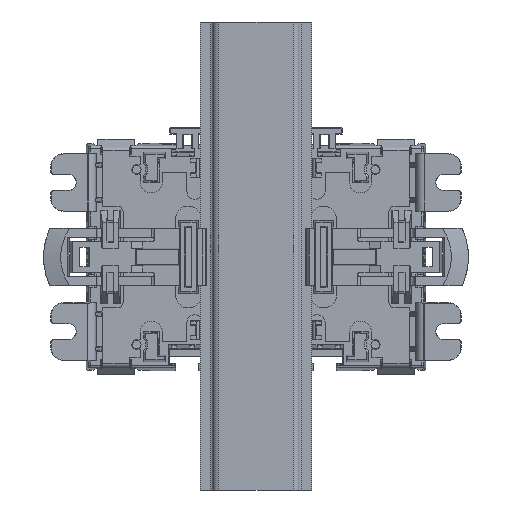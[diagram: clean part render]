
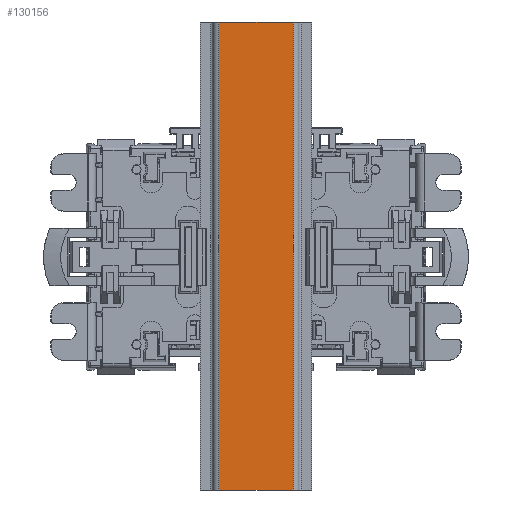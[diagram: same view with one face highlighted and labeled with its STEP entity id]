
A CAD part, left-side view. The second image highlights one B-rep face of the part: STEP entity #130156.
In plain terms, the highlighted face is planar.
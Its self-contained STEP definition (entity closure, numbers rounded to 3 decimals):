
#129427=DIRECTION('',(0.,0.,1.));
#129428=VECTOR('',#129427,23.4);
#129429=CARTESIAN_POINT('',(65.,-7.5,-11.7));
#129430=LINE('',#129429,#129428);
#129613=DIRECTION('',(-1.,0.,0.));
#129614=VECTOR('',#129613,147.);
#129615=CARTESIAN_POINT('',(65.,-7.5,11.7));
#129616=LINE('',#129615,#129614);
#129621=DIRECTION('',(0.,0.,1.));
#129622=VECTOR('',#129621,23.4);
#129623=CARTESIAN_POINT('',(-82.,-7.5,-11.7));
#129624=LINE('',#129623,#129622);
#129629=DIRECTION('',(1.,0.,0.));
#129630=VECTOR('',#129629,147.);
#129631=CARTESIAN_POINT('',(-82.,-7.5,-11.7));
#129632=LINE('',#129631,#129630);
#129669=CARTESIAN_POINT('',(65.,-7.5,-11.7));
#129670=VERTEX_POINT('',#129669);
#129671=CARTESIAN_POINT('',(65.,-7.5,11.7));
#129672=VERTEX_POINT('',#129671);
#129723=CARTESIAN_POINT('',(-82.,-7.5,11.7));
#129724=VERTEX_POINT('',#129723);
#129725=CARTESIAN_POINT('',(-82.,-7.5,-11.7));
#129726=VERTEX_POINT('',#129725);
#130144=CARTESIAN_POINT('',(-145.,-7.5,11.7));
#130145=DIRECTION('',(0.,-1.,0.));
#130146=DIRECTION('',(0.,0.,-1.));
#130147=AXIS2_PLACEMENT_3D('',#130144,#130145,#130146);
#130148=PLANE('',#130147);
#130149=ORIENTED_EDGE('',*,*,#129772,.F.);
#130151=ORIENTED_EDGE('',*,*,#130150,.F.);
#130152=ORIENTED_EDGE('',*,*,#129863,.T.);
#130153=ORIENTED_EDGE('',*,*,#130130,.F.);
#130154=EDGE_LOOP('',(#130149,#130151,#130152,#130153));
#130155=FACE_OUTER_BOUND('',#130154,.F.);
#129772=EDGE_CURVE('',#129670,#129672,#129430,.T.);
#129863=EDGE_CURVE('',#129726,#129724,#129624,.T.);
#130130=EDGE_CURVE('',#129672,#129724,#129616,.T.);
#130150=EDGE_CURVE('',#129726,#129670,#129632,.T.);
#130156=ADVANCED_FACE('',(#130155),#130148,.T.);
